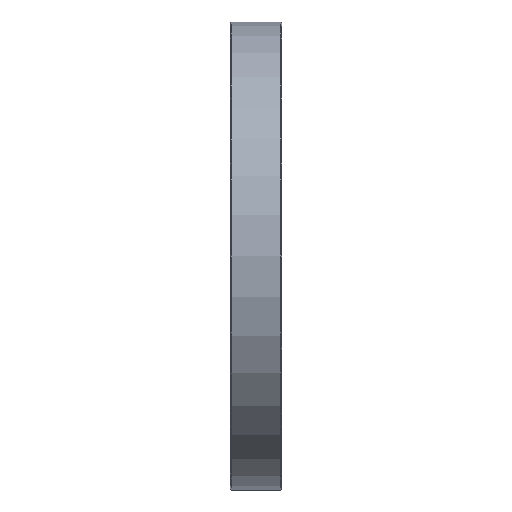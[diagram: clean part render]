
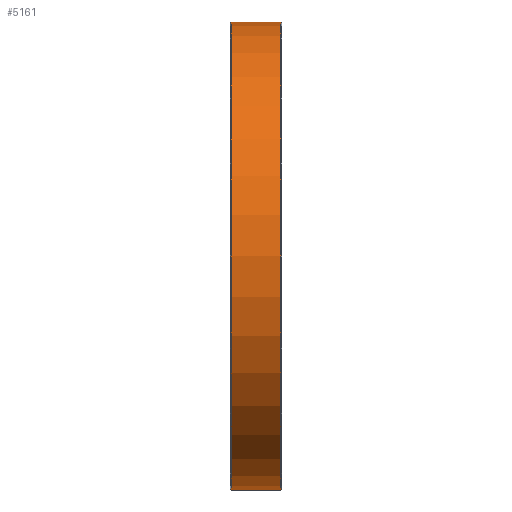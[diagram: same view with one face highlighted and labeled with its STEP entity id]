
A CAD part, left-side view. The second image highlights one B-rep face of the part: STEP entity #5161.
In plain terms, the highlighted cylindrical face has radius 101.2 mm (diameter 202.4 mm), a partial arc.
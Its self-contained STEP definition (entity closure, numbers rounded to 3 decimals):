
#46 = ORIENTED_EDGE ( 'NONE', *, *, #5158, .T. ) ;
#388 = CARTESIAN_POINT ( 'NONE',  ( 0., 0.4, 0. ) ) ;
#445 = CARTESIAN_POINT ( 'NONE',  ( 0., -15.022, 0. ) ) ;
#465 = CIRCLE ( 'NONE', #1028, 101.2 ) ;
#734 = VERTEX_POINT ( 'NONE', #2252 ) ;
#802 = DIRECTION ( 'NONE',  ( 0., 1., 0. ) ) ;
#831 = ORIENTED_EDGE ( 'NONE', *, *, #3572, .F. ) ;
#1028 = AXIS2_PLACEMENT_3D ( 'NONE', #388, #802, #3225 ) ;
#1070 = CIRCLE ( 'NONE', #1163, 101.2 ) ;
#1109 = VERTEX_POINT ( 'NONE', #1160 ) ;
#1143 = CARTESIAN_POINT ( 'NONE',  ( 0., 0.4, -101.2 ) ) ;
#1160 = CARTESIAN_POINT ( 'NONE',  ( 0., 21.9, -101.2 ) ) ;
#1163 = AXIS2_PLACEMENT_3D ( 'NONE', #2873, #3704, #4943 ) ;
#1527 = DIRECTION ( 'NONE',  ( 0., -1., 0. ) ) ;
#1628 = VECTOR ( 'NONE', #2871, 1000. ) ;
#1670 = DIRECTION ( 'NONE',  ( 0., 0., -1. ) ) ;
#1856 = ORIENTED_EDGE ( 'NONE', *, *, #4745, .T. ) ;
#2102 = DIRECTION ( 'NONE',  ( 0., -1., 0. ) ) ;
#2252 = CARTESIAN_POINT ( 'NONE',  ( 0., 21.9, 101.2 ) ) ;
#2572 = VERTEX_POINT ( 'NONE', #5221 ) ;
#2695 = CYLINDRICAL_SURFACE ( 'NONE', #2756, 101.2 ) ;
#2756 = AXIS2_PLACEMENT_3D ( 'NONE', #445, #2102, #1670 ) ;
#2846 = CARTESIAN_POINT ( 'NONE',  ( 0., -15.022, -101.2 ) ) ;
#2871 = DIRECTION ( 'NONE',  ( 0., -1., 0. ) ) ;
#2873 = CARTESIAN_POINT ( 'NONE',  ( 0., 21.9, 0. ) ) ;
#3201 = LINE ( 'NONE', #2846, #4302 ) ;
#3225 = DIRECTION ( 'NONE',  ( 0., 0., 1. ) ) ;
#3572 = EDGE_CURVE ( 'NONE', #734, #2572, #4879, .T. ) ;
#3704 = DIRECTION ( 'NONE',  ( 0., -1., 0. ) ) ;
#3835 = EDGE_CURVE ( 'NONE', #4072, #2572, #465, .T. ) ;
#4072 = VERTEX_POINT ( 'NONE', #1143 ) ;
#4302 = VECTOR ( 'NONE', #1527, 1000. ) ;
#4656 = CARTESIAN_POINT ( 'NONE',  ( 0., -15.022, 101.2 ) ) ;
#4745 = EDGE_CURVE ( 'NONE', #1109, #4072, #3201, .T. ) ;
#4876 = FACE_OUTER_BOUND ( 'NONE', #5176, .T. ) ;
#4879 = LINE ( 'NONE', #4656, #1628 ) ;
#4943 = DIRECTION ( 'NONE',  ( 0., 0., -1. ) ) ;
#5013 = ORIENTED_EDGE ( 'NONE', *, *, #3835, .T. ) ;
#5158 = EDGE_CURVE ( 'NONE', #734, #1109, #1070, .T. ) ;
#5161 = ADVANCED_FACE ( 'NONE', ( #4876 ), #2695, .T. ) ;
#5176 = EDGE_LOOP ( 'NONE', ( #831, #46, #1856, #5013 ) ) ;
#5221 = CARTESIAN_POINT ( 'NONE',  ( 0., 0.4, 101.2 ) ) ;
